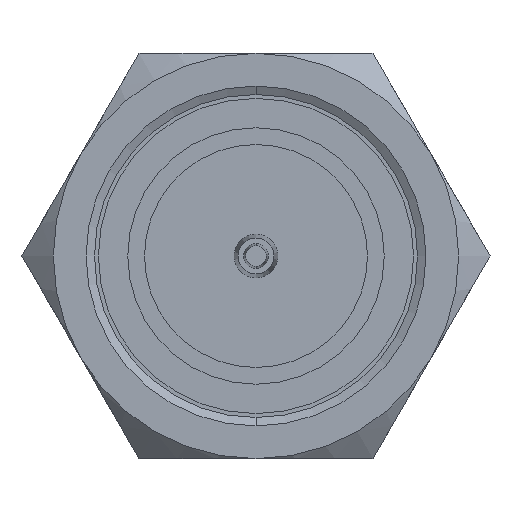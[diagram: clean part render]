
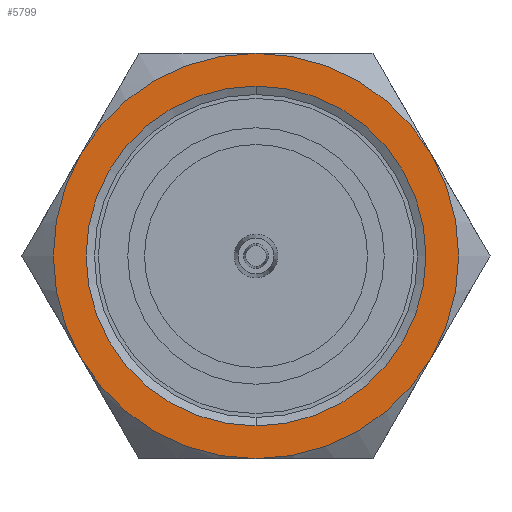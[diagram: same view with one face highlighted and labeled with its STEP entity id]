
A CAD part, left-side view. The second image highlights one B-rep face of the part: STEP entity #5799.
In plain terms, the highlighted planar face has unit normal (-1, 0, 0).
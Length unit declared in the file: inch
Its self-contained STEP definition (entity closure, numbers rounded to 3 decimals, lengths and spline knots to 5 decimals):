
#166 = AXIS2_PLACEMENT_3D ( 'NONE', #5111, #686, #1693 ) ;
#219 = CIRCLE ( 'NONE', #1405, 0.625 ) ;
#233 = CARTESIAN_POINT ( 'NONE',  ( -0.833, 0., 0.625 ) ) ;
#401 = VERTEX_POINT ( 'NONE', #2420 ) ;
#418 = CARTESIAN_POINT ( 'NONE',  ( -0.833, 0., 0. ) ) ;
#531 = VERTEX_POINT ( 'NONE', #233 ) ;
#648 = EDGE_LOOP ( 'NONE', ( #6444, #2207, #6702, #717, #2661, #1194 ) ) ;
#686 = DIRECTION ( 'NONE',  ( -1., 0., 0. ) ) ;
#717 = ORIENTED_EDGE ( 'NONE', *, *, #4827, .F. ) ;
#817 = CARTESIAN_POINT ( 'NONE',  ( -0.833, 0., 0. ) ) ;
#832 = DIRECTION ( 'NONE',  ( -1., 0., 0. ) ) ;
#910 = DIRECTION ( 'NONE',  ( 0., 0., -1. ) ) ;
#973 = CARTESIAN_POINT ( 'NONE',  ( -0.833, 0., -0.625 ) ) ;
#1018 = DIRECTION ( 'NONE',  ( 0., 0., -1. ) ) ;
#1194 = ORIENTED_EDGE ( 'NONE', *, *, #6710, .F. ) ;
#1195 = CARTESIAN_POINT ( 'NONE',  ( -0.833, 0., 0.52413 ) ) ;
#1405 = AXIS2_PLACEMENT_3D ( 'NONE', #4956, #6188, #1018 ) ;
#1490 = DIRECTION ( 'NONE',  ( 0., 0., -1. ) ) ;
#1589 = EDGE_LOOP ( 'NONE', ( #7009, #2533 ) ) ;
#1606 = DIRECTION ( 'NONE',  ( 1., 0., 0. ) ) ;
#1693 = DIRECTION ( 'NONE',  ( 0., 0., 1. ) ) ;
#1791 = VERTEX_POINT ( 'NONE', #5440 ) ;
#1977 = DIRECTION ( 'NONE',  ( 0., 0., -1. ) ) ;
#2077 = AXIS2_PLACEMENT_3D ( 'NONE', #3086, #832, #4777 ) ;
#2143 = VERTEX_POINT ( 'NONE', #973 ) ;
#2144 = DIRECTION ( 'NONE',  ( 0., 0., -1. ) ) ;
#2188 = PLANE ( 'NONE',  #6900 ) ;
#2207 = ORIENTED_EDGE ( 'NONE', *, *, #2887, .F. ) ;
#2224 = FACE_BOUND ( 'NONE', #1589, .T. ) ;
#2419 = CIRCLE ( 'NONE', #4330, 0.625 ) ;
#2420 = CARTESIAN_POINT ( 'NONE',  ( -0.833, 0., -0.52413 ) ) ;
#2533 = ORIENTED_EDGE ( 'NONE', *, *, #4145, .F. ) ;
#2611 = AXIS2_PLACEMENT_3D ( 'NONE', #7250, #3353, #2144 ) ;
#2661 = ORIENTED_EDGE ( 'NONE', *, *, #4075, .T. ) ;
#2845 = VERTEX_POINT ( 'NONE', #6324 ) ;
#2855 = AXIS2_PLACEMENT_3D ( 'NONE', #4368, #6612, #5421 ) ;
#2887 = EDGE_CURVE ( 'NONE', #1791, #2143, #2419, .T. ) ;
#2987 = CARTESIAN_POINT ( 'NONE',  ( -0.833, 0.54127, 0.3125 ) ) ;
#3086 = CARTESIAN_POINT ( 'NONE',  ( -0.833, 0., 0. ) ) ;
#3202 = CIRCLE ( 'NONE', #3799, 0.625 ) ;
#3353 = DIRECTION ( 'NONE',  ( 1., 0., 0. ) ) ;
#3407 = CIRCLE ( 'NONE', #6744, 0.52413 ) ;
#3661 = EDGE_CURVE ( 'NONE', #2143, #4704, #7162, .T. ) ;
#3799 = AXIS2_PLACEMENT_3D ( 'NONE', #7208, #1606, #1490 ) ;
#3843 = DIRECTION ( 'NONE',  ( 1., 0., 0. ) ) ;
#4056 = CIRCLE ( 'NONE', #2611, 0.625 ) ;
#4075 = EDGE_CURVE ( 'NONE', #531, #4094, #7356, .T. ) ;
#4094 = VERTEX_POINT ( 'NONE', #2987 ) ;
#4106 = CARTESIAN_POINT ( 'NONE',  ( -0.833, 0., 0. ) ) ;
#4145 = EDGE_CURVE ( 'NONE', #401, #5532, #3407, .T. ) ;
#4206 = EDGE_CURVE ( 'NONE', #5532, #401, #5433, .T. ) ;
#4265 = DIRECTION ( 'NONE',  ( 1., 0., 0. ) ) ;
#4330 = AXIS2_PLACEMENT_3D ( 'NONE', #817, #4265, #1977 ) ;
#4368 = CARTESIAN_POINT ( 'NONE',  ( -0.833, 0., 0. ) ) ;
#4512 = DIRECTION ( 'NONE',  ( 0., 0., 1. ) ) ;
#4704 = VERTEX_POINT ( 'NONE', #4814 ) ;
#4777 = DIRECTION ( 'NONE',  ( 0., 0., 1. ) ) ;
#4814 = CARTESIAN_POINT ( 'NONE',  ( -0.833, 0.54127, -0.3125 ) ) ;
#4827 = EDGE_CURVE ( 'NONE', #531, #2845, #3202, .T. ) ;
#4956 = CARTESIAN_POINT ( 'NONE',  ( -0.833, 0., 0. ) ) ;
#5111 = CARTESIAN_POINT ( 'NONE',  ( -0.833, 0., 0. ) ) ;
#5421 = DIRECTION ( 'NONE',  ( 0., 0., -1. ) ) ;
#5433 = CIRCLE ( 'NONE', #2077, 0.52413 ) ;
#5440 = CARTESIAN_POINT ( 'NONE',  ( -0.833, -0.54127, -0.3125 ) ) ;
#5532 = VERTEX_POINT ( 'NONE', #1195 ) ;
#5799 = ADVANCED_FACE ( 'NONE', ( #2224, #7298 ), #2188, .F. ) ;
#6188 = DIRECTION ( 'NONE',  ( 1., 0., 0. ) ) ;
#6324 = CARTESIAN_POINT ( 'NONE',  ( -0.833, -0.54127, 0.3125 ) ) ;
#6378 = DIRECTION ( 'NONE',  ( -1., 0., 0. ) ) ;
#6444 = ORIENTED_EDGE ( 'NONE', *, *, #3661, .F. ) ;
#6612 = DIRECTION ( 'NONE',  ( 1., 0., 0. ) ) ;
#6702 = ORIENTED_EDGE ( 'NONE', *, *, #6742, .F. ) ;
#6710 = EDGE_CURVE ( 'NONE', #4704, #4094, #4056, .T. ) ;
#6742 = EDGE_CURVE ( 'NONE', #2845, #1791, #219, .T. ) ;
#6744 = AXIS2_PLACEMENT_3D ( 'NONE', #4106, #6378, #4512 ) ;
#6900 = AXIS2_PLACEMENT_3D ( 'NONE', #418, #3843, #910 ) ;
#7009 = ORIENTED_EDGE ( 'NONE', *, *, #4206, .F. ) ;
#7162 = CIRCLE ( 'NONE', #2855, 0.625 ) ;
#7208 = CARTESIAN_POINT ( 'NONE',  ( -0.833, 0., 0. ) ) ;
#7250 = CARTESIAN_POINT ( 'NONE',  ( -0.833, 0., 0. ) ) ;
#7298 = FACE_OUTER_BOUND ( 'NONE', #648, .T. ) ;
#7356 = CIRCLE ( 'NONE', #166, 0.625 ) ;
